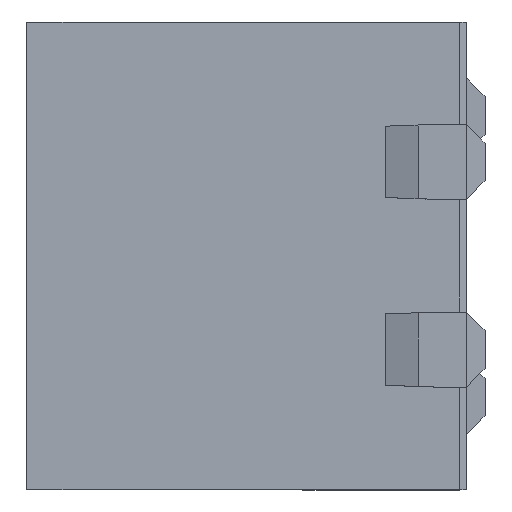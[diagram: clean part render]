
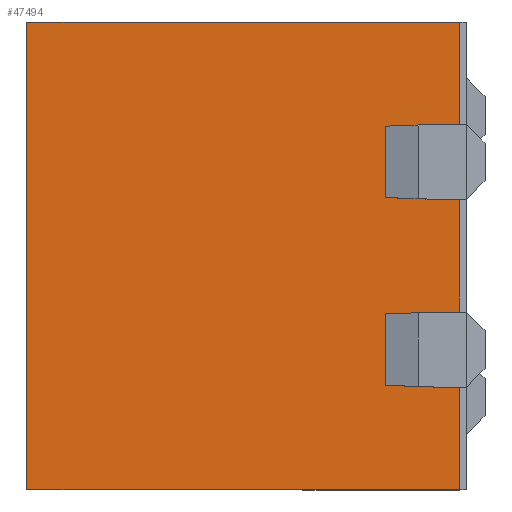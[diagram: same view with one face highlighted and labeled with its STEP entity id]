
A CAD part, top view. The second image highlights one B-rep face of the part: STEP entity #47494.
In plain terms, the highlighted planar face has unit normal (0, 0, 1).
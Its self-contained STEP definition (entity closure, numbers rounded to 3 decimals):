
#25900=CARTESIAN_POINT('',(16.35,6.55,11.17));
#25901=VERTEX_POINT('',#25900);
#25918=CARTESIAN_POINT('',(16.35,12.,11.17));
#25919=VERTEX_POINT('',#25918);
#25926=CARTESIAN_POINT('',(16.35,6.55,11.17));
#25927=DIRECTION('',(0.0,1.0,0.0));
#25928=VECTOR('',#25927,5.45);
#25929=LINE('',#25926,#25928);
#25930=EDGE_CURVE('',#25901,#25919,#25929,.T.);
#25940=CARTESIAN_POINT('',(16.35,-7.45,11.17));
#25941=VERTEX_POINT('',#25940);
#25950=CARTESIAN_POINT('',(16.35,-12.9,11.17));
#25951=VERTEX_POINT('',#25950);
#25952=CARTESIAN_POINT('',(16.35,-12.9,11.17));
#25953=DIRECTION('',(0.0,1.0,0.0));
#25954=VECTOR('',#25953,5.45);
#25955=LINE('',#25952,#25954);
#25956=EDGE_CURVE('',#25951,#25941,#25955,.T.);
#25980=CARTESIAN_POINT('',(16.35,-3.45,11.17));
#25981=VERTEX_POINT('',#25980);
#25998=CARTESIAN_POINT('',(16.35,2.55,11.17));
#25999=VERTEX_POINT('',#25998);
#26006=CARTESIAN_POINT('',(16.35,-3.45,11.17));
#26007=DIRECTION('',(0.0,1.0,0.0));
#26008=VECTOR('',#26007,6.0);
#26009=LINE('',#26006,#26008);
#26010=EDGE_CURVE('',#25981,#25999,#26009,.T.);
#43438=CARTESIAN_POINT('',(12.4,2.648,11.17));
#43439=VERTEX_POINT('',#43438);
#43440=CARTESIAN_POINT('',(12.4,6.452,11.17));
#43441=VERTEX_POINT('',#43440);
#43442=CARTESIAN_POINT('',(12.4,2.648,11.17));
#43443=DIRECTION('',(0.0,1.0,0.0));
#43444=VECTOR('',#43443,3.804);
#43445=LINE('',#43442,#43444);
#43446=EDGE_CURVE('',#43439,#43441,#43445,.T.);
#43478=CARTESIAN_POINT('',(15.2,6.55,11.17));
#43479=VERTEX_POINT('',#43478);
#43480=CARTESIAN_POINT('',(12.4,6.452,11.17));
#43481=DIRECTION('',(0.999,0.035,0.0));
#43482=VECTOR('',#43481,2.802);
#43483=LINE('',#43480,#43482);
#43484=EDGE_CURVE('',#43441,#43479,#43483,.T.);
#43532=CARTESIAN_POINT('',(15.2,6.55,11.17));
#43533=DIRECTION('',(1.0,0.0,0.0));
#43534=VECTOR('',#43533,1.15);
#43535=LINE('',#43532,#43534);
#43536=EDGE_CURVE('',#43479,#25901,#43535,.T.);
#43690=CARTESIAN_POINT('',(15.2,2.55,11.17));
#43691=VERTEX_POINT('',#43690);
#43692=CARTESIAN_POINT('',(15.2,2.55,11.17));
#43693=DIRECTION('',(1.0,0.0,0.0));
#43694=VECTOR('',#43693,1.15);
#43695=LINE('',#43692,#43694);
#43696=EDGE_CURVE('',#43691,#25999,#43695,.T.);
#43723=CARTESIAN_POINT('',(15.2,2.55,11.17));
#43724=DIRECTION('',(-0.999,0.035,0.0));
#43725=VECTOR('',#43724,2.802);
#43726=LINE('',#43723,#43725);
#43727=EDGE_CURVE('',#43691,#43439,#43726,.T.);
#43888=CARTESIAN_POINT('',(12.4,-7.352,11.17));
#43889=VERTEX_POINT('',#43888);
#43896=CARTESIAN_POINT('',(15.2,-7.45,11.17));
#43897=VERTEX_POINT('',#43896);
#43898=CARTESIAN_POINT('',(15.2,-7.45,11.17));
#43899=DIRECTION('',(-0.999,0.035,0.0));
#43900=VECTOR('',#43899,2.802);
#43901=LINE('',#43898,#43900);
#43902=EDGE_CURVE('',#43897,#43889,#43901,.T.);
#43918=CARTESIAN_POINT('',(16.35,-7.45,11.17));
#43919=DIRECTION('',(-1.0,0.0,0.0));
#43920=VECTOR('',#43919,1.15);
#43921=LINE('',#43918,#43920);
#43922=EDGE_CURVE('',#25941,#43897,#43921,.T.);
#43944=CARTESIAN_POINT('',(15.2,-3.45,11.17));
#43945=VERTEX_POINT('',#43944);
#43946=CARTESIAN_POINT('',(16.35,-3.45,11.17));
#43947=DIRECTION('',(-1.0,0.0,0.0));
#43948=VECTOR('',#43947,1.15);
#43949=LINE('',#43946,#43948);
#43950=EDGE_CURVE('',#25981,#43945,#43949,.T.);
#43966=CARTESIAN_POINT('',(12.4,-3.548,11.17));
#43967=VERTEX_POINT('',#43966);
#43968=CARTESIAN_POINT('',(12.4,-3.548,11.17));
#43969=DIRECTION('',(0.999,0.035,0.0));
#43970=VECTOR('',#43969,2.802);
#43971=LINE('',#43968,#43970);
#43972=EDGE_CURVE('',#43967,#43945,#43971,.T.);
#44017=CARTESIAN_POINT('',(12.4,-7.352,11.17));
#44018=DIRECTION('',(0.0,1.0,0.0));
#44019=VECTOR('',#44018,3.804);
#44020=LINE('',#44017,#44019);
#44021=EDGE_CURVE('',#43889,#43967,#44020,.T.);
#47170=CARTESIAN_POINT('',(-6.7,12.,11.17));
#47171=VERTEX_POINT('',#47170);
#47178=CARTESIAN_POINT('',(16.35,12.,11.17));
#47179=DIRECTION('',(-1.0,0.0,0.0));
#47180=VECTOR('',#47179,23.05);
#47181=LINE('',#47178,#47180);
#47182=EDGE_CURVE('',#25919,#47171,#47181,.T.);
#47394=CARTESIAN_POINT('',(-6.7,-12.9,11.17));
#47395=VERTEX_POINT('',#47394);
#47396=CARTESIAN_POINT('',(-6.7,-12.9,11.17));
#47397=DIRECTION('',(0.0,1.0,0.0));
#47398=VECTOR('',#47397,24.9);
#47399=LINE('',#47396,#47398);
#47400=EDGE_CURVE('',#47395,#47171,#47399,.T.);
#47466=CARTESIAN_POINT('',(-7.852,-14.145,11.17));
#47467=DIRECTION('',(0.0,0.0,1.0));
#47468=DIRECTION('',(1.0,0.0,0.0));
#47469=AXIS2_PLACEMENT_3D('',#47466,#47467,#47468);
#47470=PLANE('',#47469);
#47471=ORIENTED_EDGE('',*,*,#47182,.T.);
#47472=ORIENTED_EDGE('',*,*,#47400,.F.);
#47473=CARTESIAN_POINT('',(-6.7,-12.9,11.17));
#47474=DIRECTION('',(1.0,0.0,0.0));
#47475=VECTOR('',#47474,23.05);
#47476=LINE('',#47473,#47475);
#47477=EDGE_CURVE('',#47395,#25951,#47476,.T.);
#47478=ORIENTED_EDGE('',*,*,#47477,.T.);
#47479=ORIENTED_EDGE('',*,*,#25956,.T.);
#47480=ORIENTED_EDGE('',*,*,#43922,.T.);
#47481=ORIENTED_EDGE('',*,*,#43902,.T.);
#47482=ORIENTED_EDGE('',*,*,#44021,.T.);
#47483=ORIENTED_EDGE('',*,*,#43972,.T.);
#47484=ORIENTED_EDGE('',*,*,#43950,.F.);
#47485=ORIENTED_EDGE('',*,*,#26010,.T.);
#47486=ORIENTED_EDGE('',*,*,#43696,.F.);
#47487=ORIENTED_EDGE('',*,*,#43727,.T.);
#47488=ORIENTED_EDGE('',*,*,#43446,.T.);
#47489=ORIENTED_EDGE('',*,*,#43484,.T.);
#47490=ORIENTED_EDGE('',*,*,#43536,.T.);
#47491=ORIENTED_EDGE('',*,*,#25930,.T.);
#47492=EDGE_LOOP('',(#47471,#47472,#47478,#47479,#47480,#47481,#47482,#47483,#47484,#47485,#47486,#47487,#47488,#47489,#47490,#47491));
#47493=FACE_OUTER_BOUND('',#47492,.T.);
#47494=ADVANCED_FACE('',(#47493),#47470,.T.);
